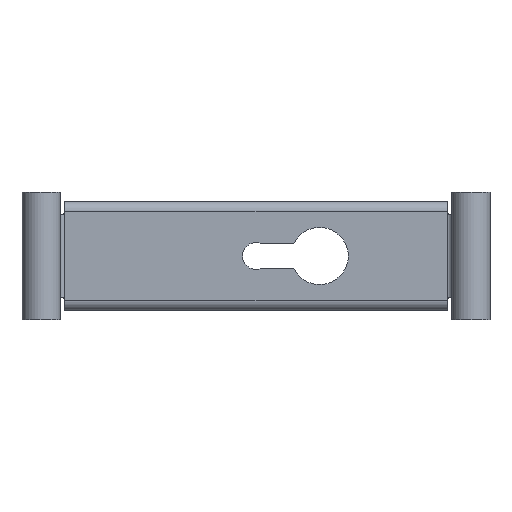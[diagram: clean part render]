
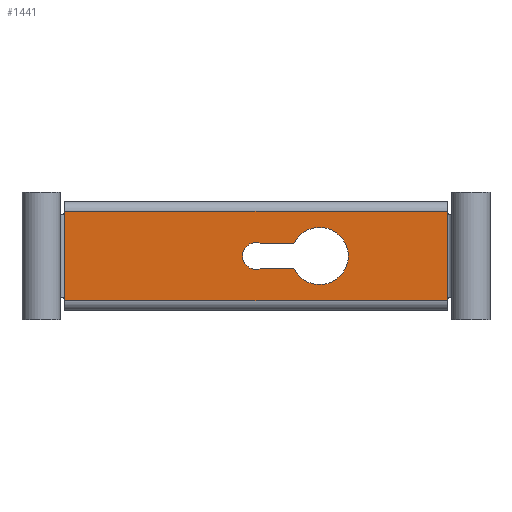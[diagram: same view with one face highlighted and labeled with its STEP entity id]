
A CAD part, front view. The second image highlights one B-rep face of the part: STEP entity #1441.
In plain terms, the highlighted planar face has unit normal (0, -1, 0).
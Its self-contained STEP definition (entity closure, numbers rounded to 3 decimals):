
#69 = AXIS2_PLACEMENT_3D ( 'NONE', #5649, #1605, #5618 ) ;
#169 = LINE ( 'NONE', #2938, #3025 ) ;
#252 = AXIS2_PLACEMENT_3D ( 'NONE', #1781, #5805, #1724 ) ;
#333 = DIRECTION ( 'NONE',  ( -1., 0., 0. ) ) ;
#380 = VERTEX_POINT ( 'NONE', #5372 ) ;
#459 = AXIS2_PLACEMENT_3D ( 'NONE', #3369, #3784, #1105 ) ;
#631 = DIRECTION ( 'NONE',  ( 0., 1., 0. ) ) ;
#652 = CARTESIAN_POINT ( 'NONE',  ( 1.627, 0., 3.926 ) ) ;
#836 = CARTESIAN_POINT ( 'NONE',  ( -60., 0., 20. ) ) ;
#937 = ORIENTED_EDGE ( 'NONE', *, *, #3215, .T. ) ;
#995 = PLANE ( 'NONE',  #5551 ) ;
#1105 = DIRECTION ( 'NONE',  ( 1., 0., 0. ) ) ;
#1169 = CIRCLE ( 'NONE', #1264, 9. ) ;
#1230 = AXIS2_PLACEMENT_3D ( 'NONE', #2467, #3391, #4772 ) ;
#1264 = AXIS2_PLACEMENT_3D ( 'NONE', #3048, #3984, #1649 ) ;
#1306 = EDGE_CURVE ( 'NONE', #3918, #1932, #3539, .T. ) ;
#1356 = CARTESIAN_POINT ( 'NONE',  ( -60., 0., -14. ) ) ;
#1418 = CIRCLE ( 'NONE', #69, 1. ) ;
#1441 = ADVANCED_FACE ( 'NONE', ( #1464, #5600 ), #995, .F. ) ;
#1450 = VECTOR ( 'NONE', #3585, 1000. ) ;
#1464 = FACE_BOUND ( 'NONE', #4114, .T. ) ;
#1605 = DIRECTION ( 'NONE',  ( 0., -1., 0. ) ) ;
#1649 = DIRECTION ( 'NONE',  ( -1., 0., 0. ) ) ;
#1681 = CARTESIAN_POINT ( 'NONE',  ( 12.129, 0., 4.365 ) ) ;
#1719 = LINE ( 'NONE', #836, #5500 ) ;
#1724 = DIRECTION ( 'NONE',  ( -1., 0., 0. ) ) ;
#1771 = DIRECTION ( 'NONE',  ( 1., 0., 0. ) ) ;
#1781 = CARTESIAN_POINT ( 'NONE',  ( 11.255, 0., -4.85 ) ) ;
#1843 = EDGE_CURVE ( 'NONE', #5354, #4374, #1169, .T. ) ;
#1850 = ORIENTED_EDGE ( 'NONE', *, *, #5011, .T. ) ;
#1916 = CARTESIAN_POINT ( 'NONE',  ( 2.01, 0., 3.85 ) ) ;
#1932 = VERTEX_POINT ( 'NONE', #4571 ) ;
#1962 = VERTEX_POINT ( 'NONE', #1356 ) ;
#2119 = EDGE_CURVE ( 'NONE', #2223, #5354, #4001, .T. ) ;
#2123 = LINE ( 'NONE', #5316, #5690 ) ;
#2194 = EDGE_CURVE ( 'NONE', #1932, #1962, #1719, .T. ) ;
#2195 = ORIENTED_EDGE ( 'NONE', *, *, #2194, .T. ) ;
#2223 = VERTEX_POINT ( 'NONE', #4884 ) ;
#2467 = CARTESIAN_POINT ( 'NONE',  ( 0., 0., 0. ) ) ;
#2524 = DIRECTION ( 'NONE',  ( -1., 0., 0. ) ) ;
#2550 = CIRCLE ( 'NONE', #1230, 4.25 ) ;
#2673 = ORIENTED_EDGE ( 'NONE', *, *, #1843, .T. ) ;
#2694 = CARTESIAN_POINT ( 'NONE',  ( 2.01, 0., -4.85 ) ) ;
#2830 = CARTESIAN_POINT ( 'NONE',  ( -60., 0., 20. ) ) ;
#2841 = CARTESIAN_POINT ( 'NONE',  ( 12.129, 0., -4.365 ) ) ;
#2853 = EDGE_CURVE ( 'NONE', #3918, #5477, #5802, .T. ) ;
#2869 = CARTESIAN_POINT ( 'NONE',  ( 2.01, 0., -3.85 ) ) ;
#2938 = CARTESIAN_POINT ( 'NONE',  ( 2.01, 0., -3.85 ) ) ;
#3022 = CIRCLE ( 'NONE', #252, 1. ) ;
#3025 = VECTOR ( 'NONE', #2524, 1000. ) ;
#3048 = CARTESIAN_POINT ( 'NONE',  ( 20., 0., 0. ) ) ;
#3140 = AXIS2_PLACEMENT_3D ( 'NONE', #2694, #5854, #1771 ) ;
#3159 = CARTESIAN_POINT ( 'NONE',  ( 60., 0., 20. ) ) ;
#3202 = ORIENTED_EDGE ( 'NONE', *, *, #1306, .T. ) ;
#3215 = EDGE_CURVE ( 'NONE', #3926, #2223, #4160, .T. ) ;
#3313 = VERTEX_POINT ( 'NONE', #2869 ) ;
#3369 = CARTESIAN_POINT ( 'NONE',  ( 11.255, 0., 4.85 ) ) ;
#3391 = DIRECTION ( 'NONE',  ( 0., 1., 0. ) ) ;
#3539 = LINE ( 'NONE', #4128, #5609 ) ;
#3585 = DIRECTION ( 'NONE',  ( 0., 0., -1. ) ) ;
#3758 = CARTESIAN_POINT ( 'NONE',  ( 60., 0., -14. ) ) ;
#3784 = DIRECTION ( 'NONE',  ( 0., -1., 0. ) ) ;
#3831 = EDGE_CURVE ( 'NONE', #4374, #5077, #3022, .T. ) ;
#3918 = VERTEX_POINT ( 'NONE', #4625 ) ;
#3926 = VERTEX_POINT ( 'NONE', #5113 ) ;
#3968 = ORIENTED_EDGE ( 'NONE', *, *, #3831, .T. ) ;
#3984 = DIRECTION ( 'NONE',  ( 0., 1., 0. ) ) ;
#4001 = CIRCLE ( 'NONE', #459, 1. ) ;
#4035 = ORIENTED_EDGE ( 'NONE', *, *, #4434, .F. ) ;
#4114 = EDGE_LOOP ( 'NONE', ( #2673, #3968, #5861, #4857, #4345, #1850, #937, #5553 ) ) ;
#4124 = VECTOR ( 'NONE', #4613, 1000. ) ;
#4128 = CARTESIAN_POINT ( 'NONE',  ( -60., 0., 14. ) ) ;
#4160 = LINE ( 'NONE', #1916, #4124 ) ;
#4345 = ORIENTED_EDGE ( 'NONE', *, *, #5103, .T. ) ;
#4374 = VERTEX_POINT ( 'NONE', #2841 ) ;
#4434 = EDGE_CURVE ( 'NONE', #5477, #1962, #2123, .T. ) ;
#4571 = CARTESIAN_POINT ( 'NONE',  ( -60., 0., 14. ) ) ;
#4573 = EDGE_LOOP ( 'NONE', ( #5783, #3202, #2195, #4035 ) ) ;
#4612 = EDGE_CURVE ( 'NONE', #3313, #380, #5695, .T. ) ;
#4613 = DIRECTION ( 'NONE',  ( 1., 0., 0. ) ) ;
#4625 = CARTESIAN_POINT ( 'NONE',  ( 60., 0., 14. ) ) ;
#4772 = DIRECTION ( 'NONE',  ( -1., 0., 0. ) ) ;
#4857 = ORIENTED_EDGE ( 'NONE', *, *, #4612, .T. ) ;
#4884 = CARTESIAN_POINT ( 'NONE',  ( 11.255, 0., 3.85 ) ) ;
#4981 = DIRECTION ( 'NONE',  ( -1., 0., 0. ) ) ;
#5003 = EDGE_CURVE ( 'NONE', #5077, #3313, #169, .T. ) ;
#5011 = EDGE_CURVE ( 'NONE', #5101, #3926, #1418, .T. ) ;
#5077 = VERTEX_POINT ( 'NONE', #5148 ) ;
#5101 = VERTEX_POINT ( 'NONE', #652 ) ;
#5103 = EDGE_CURVE ( 'NONE', #380, #5101, #2550, .T. ) ;
#5113 = CARTESIAN_POINT ( 'NONE',  ( 2.01, 0., 3.85 ) ) ;
#5148 = CARTESIAN_POINT ( 'NONE',  ( 11.255, 0., -3.85 ) ) ;
#5316 = CARTESIAN_POINT ( 'NONE',  ( -60., 0., -14. ) ) ;
#5354 = VERTEX_POINT ( 'NONE', #1681 ) ;
#5372 = CARTESIAN_POINT ( 'NONE',  ( 1.627, 0., -3.926 ) ) ;
#5477 = VERTEX_POINT ( 'NONE', #3758 ) ;
#5500 = VECTOR ( 'NONE', #5676, 1000. ) ;
#5551 = AXIS2_PLACEMENT_3D ( 'NONE', #2830, #631, #5569 ) ;
#5553 = ORIENTED_EDGE ( 'NONE', *, *, #2119, .T. ) ;
#5569 = DIRECTION ( 'NONE',  ( -1., 0., 0. ) ) ;
#5600 = FACE_OUTER_BOUND ( 'NONE', #4573, .T. ) ;
#5609 = VECTOR ( 'NONE', #4981, 1000. ) ;
#5618 = DIRECTION ( 'NONE',  ( -1., 0., 0. ) ) ;
#5649 = CARTESIAN_POINT ( 'NONE',  ( 2.01, 0., 4.85 ) ) ;
#5676 = DIRECTION ( 'NONE',  ( 0., 0., -1. ) ) ;
#5690 = VECTOR ( 'NONE', #333, 1000. ) ;
#5695 = CIRCLE ( 'NONE', #3140, 1. ) ;
#5783 = ORIENTED_EDGE ( 'NONE', *, *, #2853, .F. ) ;
#5802 = LINE ( 'NONE', #3159, #1450 ) ;
#5805 = DIRECTION ( 'NONE',  ( 0., -1., 0. ) ) ;
#5854 = DIRECTION ( 'NONE',  ( 0., -1., 0. ) ) ;
#5861 = ORIENTED_EDGE ( 'NONE', *, *, #5003, .T. ) ;
